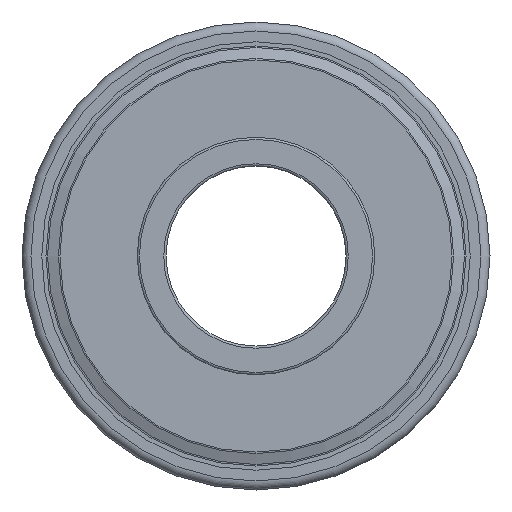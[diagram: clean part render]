
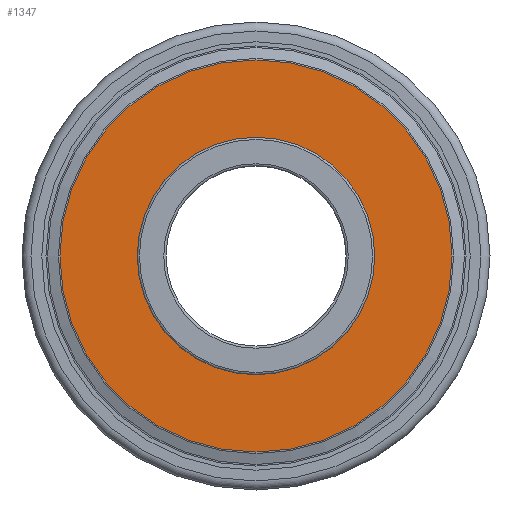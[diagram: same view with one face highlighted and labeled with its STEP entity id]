
A CAD part, left-side view. The second image highlights one B-rep face of the part: STEP entity #1347.
In plain terms, the highlighted face is planar.
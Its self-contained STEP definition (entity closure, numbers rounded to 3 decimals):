
#1347=ADVANCED_FACE('',(#7293,#7295),#7297,.T.);
#7293=FACE_BOUND('',#7294,.T.);
#7294=EDGE_LOOP('',(#8375));
#7295=FACE_BOUND('',#7296,.T.);
#7296=EDGE_LOOP('',(#8376));
#7297=PLANE('',#7298);
#7298=AXIS2_PLACEMENT_3D('',#7299,#7300,#7301);
#7299=CARTESIAN_POINT('',(0.,0.,1.2));
#7300=DIRECTION('',(0.,0.,1.));
#7301=DIRECTION('',(1.,0.,0.));
#8375=ORIENTED_EDGE('',*,*,#8876,.T.);
#8376=ORIENTED_EDGE('',*,*,#8877,.T.);
#8876=EDGE_CURVE('',#9705,#9705,#9706,.T.);
#8877=EDGE_CURVE('',#9707,#9707,#9708,.F.);
#9705=VERTEX_POINT('',#21078);
#9706=CIRCLE('',#21079,21.786);
#9707=VERTEX_POINT('',#21083);
#9708=CIRCLE('',#21084,13.2);
#21078=CARTESIAN_POINT('',(21.786,0.,1.2));
#21079=AXIS2_PLACEMENT_3D('',#21080,#21081,#21082);
#21080=CARTESIAN_POINT('',(0.,0.,1.2));
#21081=DIRECTION('',(0.,0.,1.));
#21082=DIRECTION('',(1.,0.,0.));
#21083=CARTESIAN_POINT('',(13.2,0.,1.2));
#21084=AXIS2_PLACEMENT_3D('',#21085,#21086,#21087);
#21085=CARTESIAN_POINT('',(0.,0.,1.2));
#21086=DIRECTION('',(0.,0.,1.));
#21087=DIRECTION('',(1.,0.,0.));
